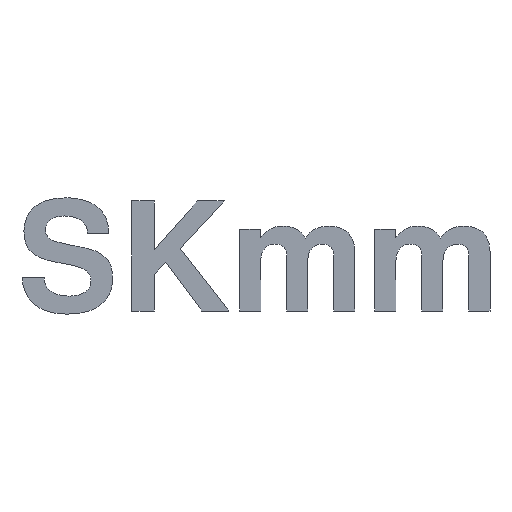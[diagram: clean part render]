
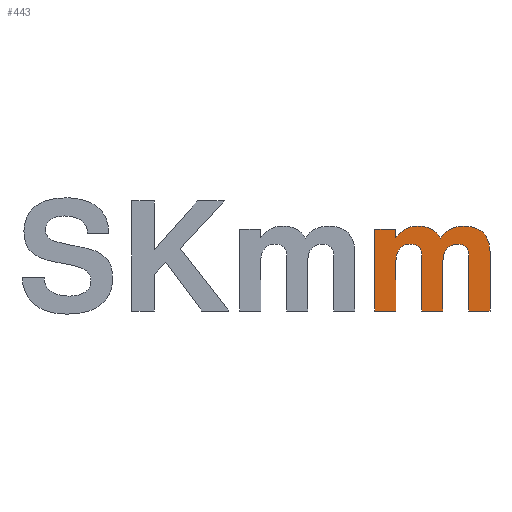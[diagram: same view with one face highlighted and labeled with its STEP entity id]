
A CAD part, top view. The second image highlights one B-rep face of the part: STEP entity #443.
In plain terms, the highlighted planar face has unit normal (0, 0, 1).
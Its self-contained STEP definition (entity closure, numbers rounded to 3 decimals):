
#443 = ADVANCED_FACE('',(#444),#606,.F.);
#444 = FACE_BOUND('',#445,.F.);
#445 = EDGE_LOOP('',(#446,#456,#464,#472,#481,#490,#499,#508,#516,#524,
    #532,#541,#550,#558,#566,#574,#583,#592,#600));
#446 = ORIENTED_EDGE('',*,*,#447,.F.);
#447 = EDGE_CURVE('',#448,#450,#452,.T.);
#448 = VERTEX_POINT('',#449);
#449 = CARTESIAN_POINT('',(1.494,0.34,0.));
#450 = VERTEX_POINT('',#451);
#451 = CARTESIAN_POINT('',(1.494,0.,0.));
#452 = LINE('',#453,#454);
#453 = CARTESIAN_POINT('',(1.494,0.34,0.));
#454 = VECTOR('',#455,1.);
#455 = DIRECTION('',(0.,-1.,0.));
#456 = ORIENTED_EDGE('',*,*,#457,.F.);
#457 = EDGE_CURVE('',#458,#448,#460,.T.);
#458 = VERTEX_POINT('',#459);
#459 = CARTESIAN_POINT('',(1.581,0.34,0.));
#460 = LINE('',#461,#462);
#461 = CARTESIAN_POINT('',(1.581,0.34,0.));
#462 = VECTOR('',#463,1.);
#463 = DIRECTION('',(-1.,0.,0.));
#464 = ORIENTED_EDGE('',*,*,#465,.F.);
#465 = EDGE_CURVE('',#466,#458,#468,.T.);
#466 = VERTEX_POINT('',#467);
#467 = CARTESIAN_POINT('',(1.581,0.306,0.));
#468 = LINE('',#469,#470);
#469 = CARTESIAN_POINT('',(1.581,0.306,0.));
#470 = VECTOR('',#471,1.);
#471 = DIRECTION('',(0.,1.,0.));
#472 = ORIENTED_EDGE('',*,*,#473,.F.);
#473 = EDGE_CURVE('',#474,#466,#476,.T.);
#474 = VERTEX_POINT('',#475);
#475 = CARTESIAN_POINT('',(1.674,0.353,0.));
#476 = B_SPLINE_CURVE_WITH_KNOTS('',3,(#477,#478,#479,#480),
  .UNSPECIFIED.,.F.,.F.,(4,4),(0.,1.),.PIECEWISE_BEZIER_KNOTS.);
#477 = CARTESIAN_POINT('',(1.674,0.353,0.));
#478 = CARTESIAN_POINT('',(1.635,0.353,0.));
#479 = CARTESIAN_POINT('',(1.61,0.34,0.));
#480 = CARTESIAN_POINT('',(1.581,0.306,0.));
#481 = ORIENTED_EDGE('',*,*,#482,.F.);
#482 = EDGE_CURVE('',#483,#474,#485,.T.);
#483 = VERTEX_POINT('',#484);
#484 = CARTESIAN_POINT('',(1.767,0.303,0.));
#485 = B_SPLINE_CURVE_WITH_KNOTS('',3,(#486,#487,#488,#489),
  .UNSPECIFIED.,.F.,.F.,(4,4),(0.,1.),.PIECEWISE_BEZIER_KNOTS.);
#486 = CARTESIAN_POINT('',(1.767,0.303,0.));
#487 = CARTESIAN_POINT('',(1.75,0.335,0.));
#488 = CARTESIAN_POINT('',(1.716,0.353,0.));
#489 = CARTESIAN_POINT('',(1.674,0.353,0.));
#490 = ORIENTED_EDGE('',*,*,#491,.F.);
#491 = EDGE_CURVE('',#492,#483,#494,.T.);
#492 = VERTEX_POINT('',#493);
#493 = CARTESIAN_POINT('',(1.866,0.353,0.));
#494 = B_SPLINE_CURVE_WITH_KNOTS('',3,(#495,#496,#497,#498),
  .UNSPECIFIED.,.F.,.F.,(4,4),(0.,1.),.PIECEWISE_BEZIER_KNOTS.);
#495 = CARTESIAN_POINT('',(1.866,0.353,0.));
#496 = CARTESIAN_POINT('',(1.823,0.353,0.));
#497 = CARTESIAN_POINT('',(1.793,0.338,0.));
#498 = CARTESIAN_POINT('',(1.767,0.303,0.));
#499 = ORIENTED_EDGE('',*,*,#500,.F.);
#500 = EDGE_CURVE('',#501,#492,#503,.T.);
#501 = VERTEX_POINT('',#502);
#502 = CARTESIAN_POINT('',(1.974,0.248,0.));
#503 = B_SPLINE_CURVE_WITH_KNOTS('',3,(#504,#505,#506,#507),
  .UNSPECIFIED.,.F.,.F.,(4,4),(0.,1.),.PIECEWISE_BEZIER_KNOTS.);
#504 = CARTESIAN_POINT('',(1.974,0.248,0.));
#505 = CARTESIAN_POINT('',(1.974,0.314,0.));
#506 = CARTESIAN_POINT('',(1.934,0.353,0.));
#507 = CARTESIAN_POINT('',(1.866,0.353,0.));
#508 = ORIENTED_EDGE('',*,*,#509,.F.);
#509 = EDGE_CURVE('',#510,#501,#512,.T.);
#510 = VERTEX_POINT('',#511);
#511 = CARTESIAN_POINT('',(1.974,0.,0.));
#512 = LINE('',#513,#514);
#513 = CARTESIAN_POINT('',(1.974,0.,0.));
#514 = VECTOR('',#515,1.);
#515 = DIRECTION('',(0.,1.,0.));
#516 = ORIENTED_EDGE('',*,*,#517,.F.);
#517 = EDGE_CURVE('',#518,#510,#520,.T.);
#518 = VERTEX_POINT('',#519);
#519 = CARTESIAN_POINT('',(1.886,0.,0.));
#520 = LINE('',#521,#522);
#521 = CARTESIAN_POINT('',(1.886,0.,0.));
#522 = VECTOR('',#523,1.);
#523 = DIRECTION('',(1.,0.,0.));
#524 = ORIENTED_EDGE('',*,*,#525,.F.);
#525 = EDGE_CURVE('',#526,#518,#528,.T.);
#526 = VERTEX_POINT('',#527);
#527 = CARTESIAN_POINT('',(1.886,0.233,0.));
#528 = LINE('',#529,#530);
#529 = CARTESIAN_POINT('',(1.886,0.233,0.));
#530 = VECTOR('',#531,1.);
#531 = DIRECTION('',(0.,-1.,0.));
#532 = ORIENTED_EDGE('',*,*,#533,.F.);
#533 = EDGE_CURVE('',#534,#526,#536,.T.);
#534 = VERTEX_POINT('',#535);
#535 = CARTESIAN_POINT('',(1.838,0.279,0.));
#536 = B_SPLINE_CURVE_WITH_KNOTS('',3,(#537,#538,#539,#540),
  .UNSPECIFIED.,.F.,.F.,(4,4),(0.,1.),.PIECEWISE_BEZIER_KNOTS.);
#537 = CARTESIAN_POINT('',(1.838,0.279,0.));
#538 = CARTESIAN_POINT('',(1.868,0.279,0.));
#539 = CARTESIAN_POINT('',(1.886,0.261,0.));
#540 = CARTESIAN_POINT('',(1.886,0.233,0.));
#541 = ORIENTED_EDGE('',*,*,#542,.F.);
#542 = EDGE_CURVE('',#543,#534,#545,.T.);
#543 = VERTEX_POINT('',#544);
#544 = CARTESIAN_POINT('',(1.778,0.21,0.));
#545 = B_SPLINE_CURVE_WITH_KNOTS('',3,(#546,#547,#548,#549),
  .UNSPECIFIED.,.F.,.F.,(4,4),(0.,1.),.PIECEWISE_BEZIER_KNOTS.);
#546 = CARTESIAN_POINT('',(1.778,0.21,0.));
#547 = CARTESIAN_POINT('',(1.778,0.253,0.));
#548 = CARTESIAN_POINT('',(1.8,0.279,0.));
#549 = CARTESIAN_POINT('',(1.838,0.279,0.));
#550 = ORIENTED_EDGE('',*,*,#551,.F.);
#551 = EDGE_CURVE('',#552,#543,#554,.T.);
#552 = VERTEX_POINT('',#553);
#553 = CARTESIAN_POINT('',(1.778,0.,0.));
#554 = LINE('',#555,#556);
#555 = CARTESIAN_POINT('',(1.778,0.,0.));
#556 = VECTOR('',#557,1.);
#557 = DIRECTION('',(0.,1.,0.));
#558 = ORIENTED_EDGE('',*,*,#559,.F.);
#559 = EDGE_CURVE('',#560,#552,#562,.T.);
#560 = VERTEX_POINT('',#561);
#561 = CARTESIAN_POINT('',(1.69,0.,0.));
#562 = LINE('',#563,#564);
#563 = CARTESIAN_POINT('',(1.69,0.,0.));
#564 = VECTOR('',#565,1.);
#565 = DIRECTION('',(1.,0.,0.));
#566 = ORIENTED_EDGE('',*,*,#567,.F.);
#567 = EDGE_CURVE('',#568,#560,#570,.T.);
#568 = VERTEX_POINT('',#569);
#569 = CARTESIAN_POINT('',(1.69,0.233,0.));
#570 = LINE('',#571,#572);
#571 = CARTESIAN_POINT('',(1.69,0.233,0.));
#572 = VECTOR('',#573,1.);
#573 = DIRECTION('',(0.,-1.,0.));
#574 = ORIENTED_EDGE('',*,*,#575,.F.);
#575 = EDGE_CURVE('',#576,#568,#578,.T.);
#576 = VERTEX_POINT('',#577);
#577 = CARTESIAN_POINT('',(1.642,0.279,0.));
#578 = B_SPLINE_CURVE_WITH_KNOTS('',3,(#579,#580,#581,#582),
  .UNSPECIFIED.,.F.,.F.,(4,4),(0.,1.),.PIECEWISE_BEZIER_KNOTS.);
#579 = CARTESIAN_POINT('',(1.642,0.279,0.));
#580 = CARTESIAN_POINT('',(1.672,0.279,0.));
#581 = CARTESIAN_POINT('',(1.69,0.261,0.));
#582 = CARTESIAN_POINT('',(1.69,0.233,0.));
#583 = ORIENTED_EDGE('',*,*,#584,.F.);
#584 = EDGE_CURVE('',#585,#576,#587,.T.);
#585 = VERTEX_POINT('',#586);
#586 = CARTESIAN_POINT('',(1.582,0.204,0.));
#587 = B_SPLINE_CURVE_WITH_KNOTS('',3,(#588,#589,#590,#591),
  .UNSPECIFIED.,.F.,.F.,(4,4),(0.,1.),.PIECEWISE_BEZIER_KNOTS.);
#588 = CARTESIAN_POINT('',(1.582,0.204,0.));
#589 = CARTESIAN_POINT('',(1.582,0.253,0.));
#590 = CARTESIAN_POINT('',(1.604,0.279,0.));
#591 = CARTESIAN_POINT('',(1.642,0.279,0.));
#592 = ORIENTED_EDGE('',*,*,#593,.F.);
#593 = EDGE_CURVE('',#594,#585,#596,.T.);
#594 = VERTEX_POINT('',#595);
#595 = CARTESIAN_POINT('',(1.582,0.,0.));
#596 = LINE('',#597,#598);
#597 = CARTESIAN_POINT('',(1.582,0.,0.));
#598 = VECTOR('',#599,1.);
#599 = DIRECTION('',(0.,1.,0.));
#600 = ORIENTED_EDGE('',*,*,#601,.F.);
#601 = EDGE_CURVE('',#450,#594,#602,.T.);
#602 = LINE('',#603,#604);
#603 = CARTESIAN_POINT('',(1.494,0.,0.));
#604 = VECTOR('',#605,1.);
#605 = DIRECTION('',(1.,0.,0.));
#606 = PLANE('',#607);
#607 = AXIS2_PLACEMENT_3D('',#608,#609,#610);
#608 = CARTESIAN_POINT('',(1.729,0.178,0.));
#609 = DIRECTION('',(-0.,-0.,-1.));
#610 = DIRECTION('',(-1.,0.,0.));
